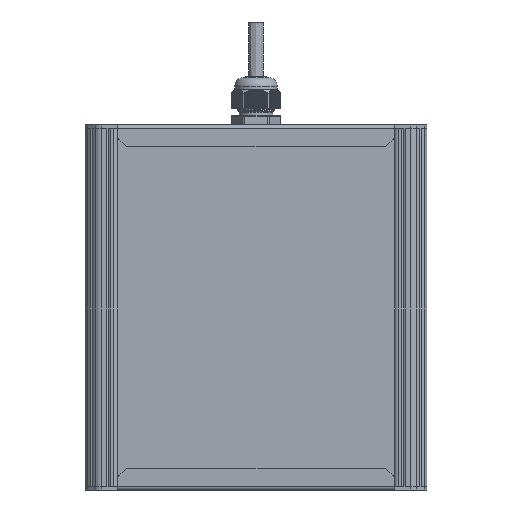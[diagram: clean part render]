
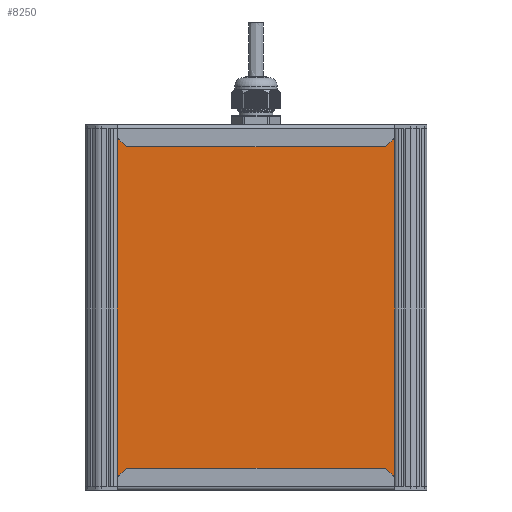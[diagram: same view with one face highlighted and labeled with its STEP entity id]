
A CAD part, front view. The second image highlights one B-rep face of the part: STEP entity #8250.
In plain terms, the highlighted face is planar.
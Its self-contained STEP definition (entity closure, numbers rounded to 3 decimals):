
#8250=ADVANCED_FACE('',(#22949),#22951,.T.);
#22949=FACE_BOUND('',#22950,.T.);
#22950=EDGE_LOOP('',(#51968,#51969,#51970,#51971));
#22951=PLANE('',#22952);
#22952=AXIS2_PLACEMENT_3D('',#22953,#22954,#22955);
#22953=CARTESIAN_POINT('',(2111.497,401.002,-34.582));
#22954=DIRECTION('',(0.,0.,-1.));
#22955=DIRECTION('',(0.,1.,0.));
#51968=ORIENTED_EDGE('',*,*,#58981,.T.);
#51969=ORIENTED_EDGE('',*,*,#58980,.F.);
#51970=ORIENTED_EDGE('',*,*,#58982,.F.);
#51971=ORIENTED_EDGE('',*,*,#58983,.T.);
#58980=EDGE_CURVE('',#64786,#64784,#64788,.T.);
#58981=EDGE_CURVE('',#64789,#64784,#64790,.T.);
#58982=EDGE_CURVE('',#64791,#64786,#64792,.T.);
#58983=EDGE_CURVE('',#64791,#64789,#64793,.T.);
#64784=VERTEX_POINT('',#82876);
#64786=VERTEX_POINT('',#82880);
#64788=LINE('',#82884,#82885);
#64789=VERTEX_POINT('',#82887);
#64790=LINE('',#82888,#82889);
#64791=VERTEX_POINT('',#82891);
#64792=LINE('',#82892,#82893);
#64793=LINE('',#82895,#82896);
#82876=CARTESIAN_POINT('',(2307.497,401.002,-34.582));
#82880=CARTESIAN_POINT('',(2111.497,401.002,-34.582));
#82884=CARTESIAN_POINT('',(2111.497,401.002,-34.582));
#82885=VECTOR('',#82886,1.);
#82886=DIRECTION('',(1.,0.,0.));
#82887=CARTESIAN_POINT('',(2307.497,565.13,-34.582));
#82888=CARTESIAN_POINT('',(2307.497,565.13,-34.582));
#82889=VECTOR('',#82890,1.);
#82890=DIRECTION('',(0.,-1.,0.));
#82891=CARTESIAN_POINT('',(2111.497,565.13,-34.582));
#82892=CARTESIAN_POINT('',(2111.497,565.13,-34.582));
#82893=VECTOR('',#82894,1.);
#82894=DIRECTION('',(0.,-1.,0.));
#82895=CARTESIAN_POINT('',(2111.497,565.13,-34.582));
#82896=VECTOR('',#82897,1.);
#82897=DIRECTION('',(1.,0.,0.));
